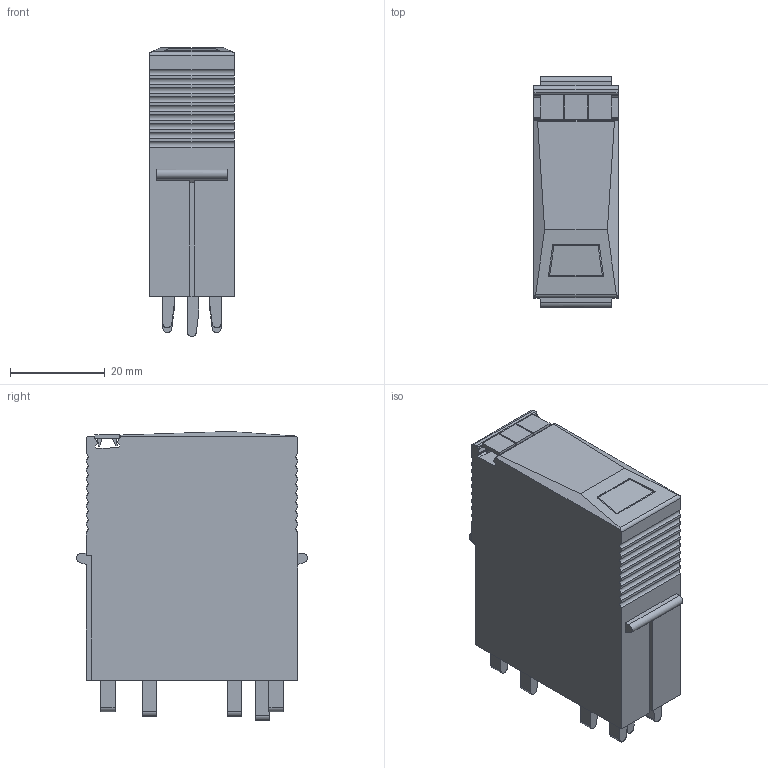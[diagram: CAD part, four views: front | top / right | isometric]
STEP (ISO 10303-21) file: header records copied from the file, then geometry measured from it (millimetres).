
FILE_DESCRIPTION(('CATIA V5R24 STEP','CAx-IF Rec.Pracs.--- Model Styling and Organization---1.2---2011-12-15'),'2;1');
FILE_NAME ('9820100_3', '2017-08-28T11:17:44+00:00', ('Weidmueller Interface'), ('Weidmueller'), 'CATIA Version 5-6 Release 2014 SP4', 'CATIA V5 STEP AP214', 'none');
FILE_SCHEMA(('AUTOMOTIVE_DESIGN { 1 0 10303 214 1 1 1 1 }'));
Length unit declared in the file: millimetre
Products named in the file (1): 8924510000
Bounding box: 17.75 x 48.7 x 61 mm (x, y, z)
Volume: 39439 mm3; surface area: 16422.9 mm2
Topology: 15 solids, 15 shells, 314 faces, 871 edges, 601 vertices
Faces by surface type: plane 262, cylinder 48, torus 4
Entity records: 9755 total; most frequent: ORIENTED_EDGE 1742, CARTESIAN_POINT 1728, DIRECTION 1272, EDGE_CURVE 871, VECTOR 697, LINE 697, VERTEX_POINT 601, AXIS2_PLACEMENT_3D 373
